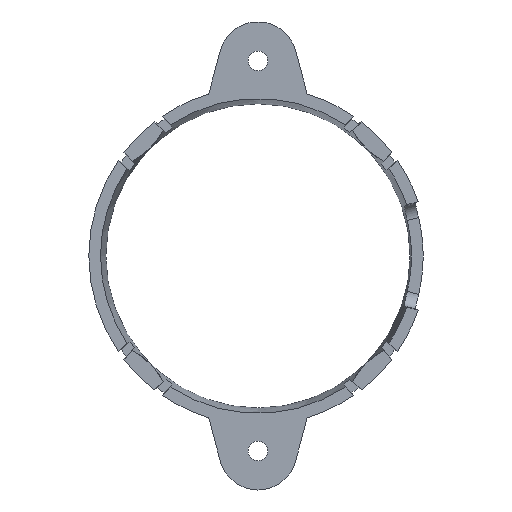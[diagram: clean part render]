
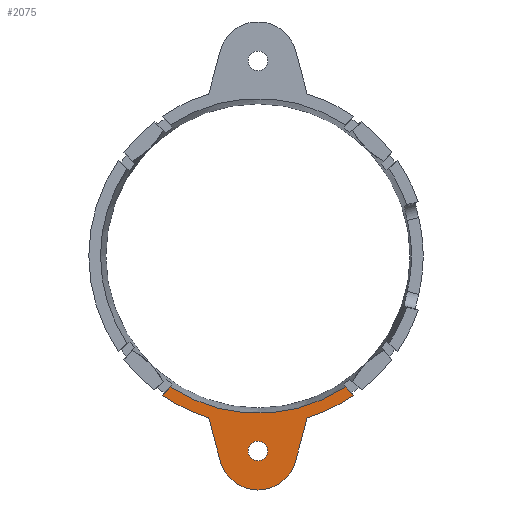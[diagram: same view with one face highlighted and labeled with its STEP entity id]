
A CAD part, front view. The second image highlights one B-rep face of the part: STEP entity #2075.
In plain terms, the highlighted planar face has unit normal (0, -1, 0).
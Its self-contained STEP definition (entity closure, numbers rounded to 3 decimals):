
#63 = AXIS2_PLACEMENT_3D ( 'NONE', #1825, #2204, #584 ) ;
#126 = DIRECTION ( 'NONE',  ( 0., 1., 0. ) ) ;
#129 = CARTESIAN_POINT ( 'NONE',  ( 12.636, 0., -41.48 ) ) ;
#135 = LINE ( 'NONE', #1601, #1457 ) ;
#174 = VERTEX_POINT ( 'NONE', #1679 ) ;
#188 = VERTEX_POINT ( 'NONE', #189 ) ;
#189 = CARTESIAN_POINT ( 'NONE',  ( -24.553, 0., -35.74 ) ) ;
#198 = CARTESIAN_POINT ( 'NONE',  ( -22.384, 0., -33.572 ) ) ;
#238 = CARTESIAN_POINT ( 'NONE',  ( 9.659, 0., -52.588 ) ) ;
#254 = CARTESIAN_POINT ( 'NONE',  ( 0., 0., 0. ) ) ;
#274 = ORIENTED_EDGE ( 'NONE', *, *, #2166, .F. ) ;
#287 = DIRECTION ( 'NONE',  ( 0.707, 0., -0.707 ) ) ;
#288 = VERTEX_POINT ( 'NONE', #238 ) ;
#378 = CIRCLE ( 'NONE', #606, 2.525 ) ;
#407 = EDGE_LOOP ( 'NONE', ( #2003, #1926 ) ) ;
#523 = EDGE_CURVE ( 'NONE', #1120, #1381, #378, .T. ) ;
#557 = AXIS2_PLACEMENT_3D ( 'NONE', #1217, #126, #695 ) ;
#563 = ORIENTED_EDGE ( 'NONE', *, *, #1050, .F. ) ;
#576 = EDGE_CURVE ( 'NONE', #1381, #1120, #1584, .T. ) ;
#578 = CARTESIAN_POINT ( 'NONE',  ( -12.636, 0., -41.48 ) ) ;
#584 = DIRECTION ( 'NONE',  ( 0., 0., -1. ) ) ;
#600 = ORIENTED_EDGE ( 'NONE', *, *, #2235, .F. ) ;
#606 = AXIS2_PLACEMENT_3D ( 'NONE', #641, #1157, #1385 ) ;
#641 = CARTESIAN_POINT ( 'NONE',  ( 0., 0., -50. ) ) ;
#661 = VERTEX_POINT ( 'NONE', #129 ) ;
#670 = VECTOR ( 'NONE', #287, 1000. ) ;
#693 = ORIENTED_EDGE ( 'NONE', *, *, #881, .F. ) ;
#695 = DIRECTION ( 'NONE',  ( 0., 0., 1. ) ) ;
#698 = DIRECTION ( 'NONE',  ( 0., -1., 0. ) ) ;
#726 = VERTEX_POINT ( 'NONE', #198 ) ;
#734 = CARTESIAN_POINT ( 'NONE',  ( 0., 0., -47.475 ) ) ;
#811 = DIRECTION ( 'NONE',  ( 0., 1., 0. ) ) ;
#818 = AXIS2_PLACEMENT_3D ( 'NONE', #254, #811, #1352 ) ;
#852 = ORIENTED_EDGE ( 'NONE', *, *, #2201, .F. ) ;
#879 = DIRECTION ( 'NONE',  ( 0., 1., 0. ) ) ;
#881 = EDGE_CURVE ( 'NONE', #188, #726, #135, .T. ) ;
#898 = AXIS2_PLACEMENT_3D ( 'NONE', #1230, #698, #1942 ) ;
#906 = LINE ( 'NONE', #1239, #1924 ) ;
#985 = EDGE_LOOP ( 'NONE', ( #693, #1515, #1657, #274, #600, #852, #563, #2335, #2071 ) ) ;
#987 = CARTESIAN_POINT ( 'NONE',  ( 24.553, 0., -35.74 ) ) ;
#1025 = PLANE ( 'NONE',  #557 ) ;
#1037 = CARTESIAN_POINT ( 'NONE',  ( 0., 0., -50. ) ) ;
#1050 = EDGE_CURVE ( 'NONE', #1992, #661, #1830, .T. ) ;
#1083 = VECTOR ( 'NONE', #1236, 1000. ) ;
#1097 = AXIS2_PLACEMENT_3D ( 'NONE', #1037, #1975, #1248 ) ;
#1120 = VERTEX_POINT ( 'NONE', #2072 ) ;
#1157 = DIRECTION ( 'NONE',  ( 0., 1., 0. ) ) ;
#1213 = CARTESIAN_POINT ( 'NONE',  ( 22.384, 0., -33.572 ) ) ;
#1217 = CARTESIAN_POINT ( 'NONE',  ( 43.361, 0., 0. ) ) ;
#1230 = CARTESIAN_POINT ( 'NONE',  ( 0., 0., 0. ) ) ;
#1236 = DIRECTION ( 'NONE',  ( -0.259, 0., -0.966 ) ) ;
#1239 = CARTESIAN_POINT ( 'NONE',  ( -9.659, 0., -52.588 ) ) ;
#1248 = DIRECTION ( 'NONE',  ( 0., 0., 1. ) ) ;
#1274 = VERTEX_POINT ( 'NONE', #1213 ) ;
#1352 = DIRECTION ( 'NONE',  ( 0., 0., -1. ) ) ;
#1381 = VERTEX_POINT ( 'NONE', #734 ) ;
#1385 = DIRECTION ( 'NONE',  ( 0., 0., 1. ) ) ;
#1416 = CARTESIAN_POINT ( 'NONE',  ( 0., 0., 0. ) ) ;
#1426 = FACE_BOUND ( 'NONE', #407, .T. ) ;
#1443 = DIRECTION ( 'NONE',  ( -0.259, 0., 0.966 ) ) ;
#1457 = VECTOR ( 'NONE', #2146, 1000. ) ;
#1515 = ORIENTED_EDGE ( 'NONE', *, *, #1735, .F. ) ;
#1563 = LINE ( 'NONE', #2089, #670 ) ;
#1578 = FACE_OUTER_BOUND ( 'NONE', #985, .T. ) ;
#1584 = CIRCLE ( 'NONE', #1097, 2.525 ) ;
#1601 = CARTESIAN_POINT ( 'NONE',  ( 5.594, 0., -5.594 ) ) ;
#1654 = CIRCLE ( 'NONE', #2225, 43.361 ) ;
#1657 = ORIENTED_EDGE ( 'NONE', *, *, #1705, .F. ) ;
#1679 = CARTESIAN_POINT ( 'NONE',  ( 0., 0., -60. ) ) ;
#1705 = EDGE_CURVE ( 'NONE', #2056, #1884, #906, .T. ) ;
#1718 = EDGE_CURVE ( 'NONE', #726, #1274, #1879, .T. ) ;
#1734 = CIRCLE ( 'NONE', #63, 10. ) ;
#1735 = EDGE_CURVE ( 'NONE', #1884, #188, #1654, .T. ) ;
#1763 = DIRECTION ( 'NONE',  ( 1., 0., 0. ) ) ;
#1793 = DIRECTION ( 'NONE',  ( 0., 0., -1. ) ) ;
#1825 = CARTESIAN_POINT ( 'NONE',  ( 0., 0., -50. ) ) ;
#1830 = CIRCLE ( 'NONE', #818, 43.361 ) ;
#1879 = CIRCLE ( 'NONE', #898, 40.35 ) ;
#1884 = VERTEX_POINT ( 'NONE', #578 ) ;
#1913 = CARTESIAN_POINT ( 'NONE',  ( -9.659, 0., -52.588 ) ) ;
#1924 = VECTOR ( 'NONE', #1443, 1000. ) ;
#1926 = ORIENTED_EDGE ( 'NONE', *, *, #523, .T. ) ;
#1940 = CARTESIAN_POINT ( 'NONE',  ( 12.636, 0., -41.48 ) ) ;
#1942 = DIRECTION ( 'NONE',  ( 0., 0., -1. ) ) ;
#1964 = EDGE_CURVE ( 'NONE', #1274, #1992, #1563, .T. ) ;
#1975 = DIRECTION ( 'NONE',  ( 0., 1., 0. ) ) ;
#1992 = VERTEX_POINT ( 'NONE', #987 ) ;
#2003 = ORIENTED_EDGE ( 'NONE', *, *, #576, .T. ) ;
#2056 = VERTEX_POINT ( 'NONE', #1913 ) ;
#2066 = AXIS2_PLACEMENT_3D ( 'NONE', #2316, #2300, #1793 ) ;
#2071 = ORIENTED_EDGE ( 'NONE', *, *, #1718, .F. ) ;
#2072 = CARTESIAN_POINT ( 'NONE',  ( 0., 0., -52.525 ) ) ;
#2075 = ADVANCED_FACE ( 'NONE', ( #1426, #1578 ), #1025, .F. ) ;
#2089 = CARTESIAN_POINT ( 'NONE',  ( 22.384, 0., -33.572 ) ) ;
#2113 = LINE ( 'NONE', #1940, #1083 ) ;
#2146 = DIRECTION ( 'NONE',  ( 0.707, 0., 0.707 ) ) ;
#2166 = EDGE_CURVE ( 'NONE', #174, #2056, #2294, .T. ) ;
#2201 = EDGE_CURVE ( 'NONE', #661, #288, #2113, .T. ) ;
#2204 = DIRECTION ( 'NONE',  ( 0., 1., 0. ) ) ;
#2225 = AXIS2_PLACEMENT_3D ( 'NONE', #1416, #879, #1763 ) ;
#2235 = EDGE_CURVE ( 'NONE', #288, #174, #1734, .T. ) ;
#2294 = CIRCLE ( 'NONE', #2066, 10. ) ;
#2300 = DIRECTION ( 'NONE',  ( 0., 1., 0. ) ) ;
#2316 = CARTESIAN_POINT ( 'NONE',  ( 0., 0., -50. ) ) ;
#2335 = ORIENTED_EDGE ( 'NONE', *, *, #1964, .F. ) ;
